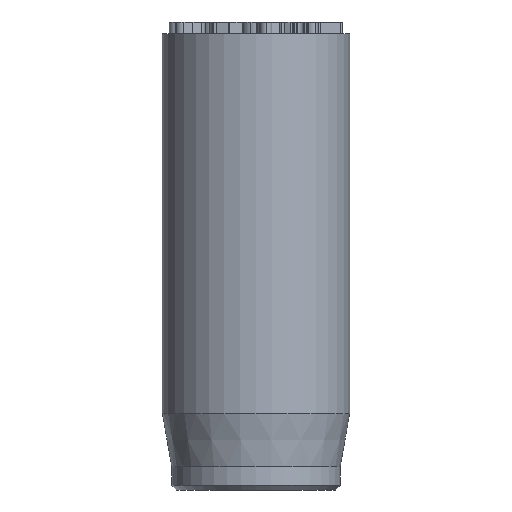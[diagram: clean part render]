
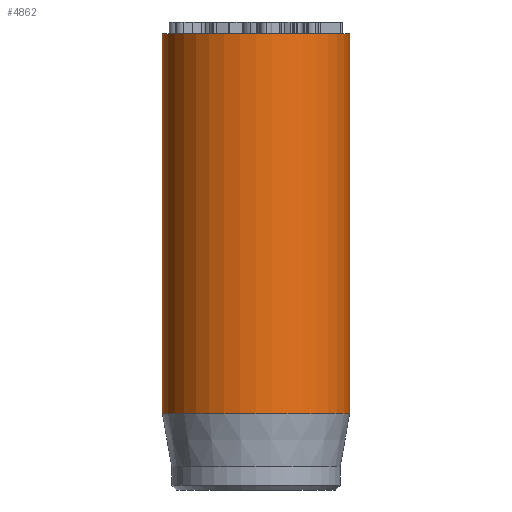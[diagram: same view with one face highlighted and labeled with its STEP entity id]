
A CAD part, front view. The second image highlights one B-rep face of the part: STEP entity #4862.
In plain terms, the highlighted cylindrical face has radius 4 mm (diameter 8 mm), a full revolution.
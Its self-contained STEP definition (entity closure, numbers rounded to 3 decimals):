
#32=CYLINDRICAL_SURFACE('',#5066,4.);
#44=CIRCLE('',#5033,4.);
#60=CIRCLE('',#5064,4.);
#61=CIRCLE('',#5065,4.);
#398=FACE_OUTER_BOUND('',#686,.T.);
#686=EDGE_LOOP('',(#4194,#4195,#4196,#4197,#4198));
#1036=LINE('',#8813,#1402);
#1402=VECTOR('',#5588,4.);
#2186=VERTEX_POINT('',#8752);
#2202=VERTEX_POINT('',#8807);
#2203=VERTEX_POINT('',#8808);
#2857=EDGE_CURVE('',#2186,#2186,#44,.T.);
#2881=EDGE_CURVE('',#2202,#2203,#60,.T.);
#2882=EDGE_CURVE('',#2203,#2202,#61,.T.);
#2884=EDGE_CURVE('',#2186,#2202,#1036,.T.);
#4194=ORIENTED_EDGE('',*,*,#2857,.T.);
#4195=ORIENTED_EDGE('',*,*,#2884,.T.);
#4196=ORIENTED_EDGE('',*,*,#2881,.T.);
#4197=ORIENTED_EDGE('',*,*,#2882,.T.);
#4198=ORIENTED_EDGE('',*,*,#2884,.F.);
#4862=ADVANCED_FACE('',(#398),#32,.T.);
#5033=AXIS2_PLACEMENT_3D('',#8753,#5511,#5512);
#5064=AXIS2_PLACEMENT_3D('',#8809,#5581,#5582);
#5065=AXIS2_PLACEMENT_3D('',#8810,#5583,#5584);
#5066=AXIS2_PLACEMENT_3D('',#8812,#5586,#5587);
#5511=DIRECTION('center_axis',(0.,0.,-1.));
#5512=DIRECTION('ref_axis',(-1.,0.,0.));
#5581=DIRECTION('center_axis',(0.,0.,1.));
#5582=DIRECTION('ref_axis',(-1.,0.,0.));
#5583=DIRECTION('center_axis',(0.,0.,1.));
#5584=DIRECTION('ref_axis',(-1.,0.,0.));
#5586=DIRECTION('center_axis',(0.,0.,1.));
#5587=DIRECTION('ref_axis',(-1.,0.,0.));
#5588=DIRECTION('',(0.,0.,-1.));
#8752=CARTESIAN_POINT('',(4.,0.,19.5));
#8753=CARTESIAN_POINT('Origin',(0.,0.,19.5));
#8807=CARTESIAN_POINT('',(4.,0.,3.269));
#8808=CARTESIAN_POINT('',(-4.,0.,3.269));
#8809=CARTESIAN_POINT('Origin',(0.,0.,3.269));
#8810=CARTESIAN_POINT('Origin',(0.,0.,3.269));
#8812=CARTESIAN_POINT('Origin',(0.,0.,0.));
#8813=CARTESIAN_POINT('',(4.,0.,0.));
